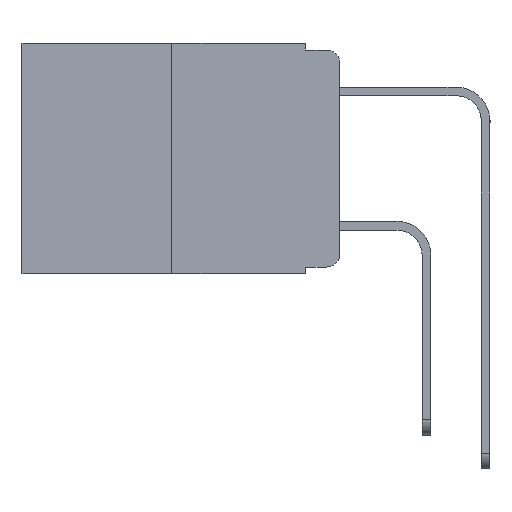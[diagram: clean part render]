
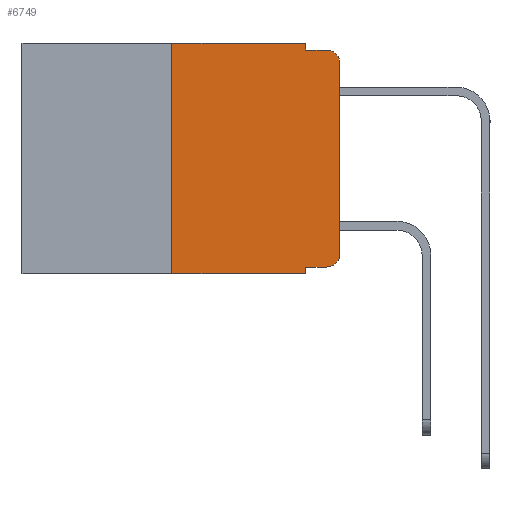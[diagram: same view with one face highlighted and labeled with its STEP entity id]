
A CAD part, left-side view. The second image highlights one B-rep face of the part: STEP entity #6749.
In plain terms, the highlighted planar face has unit normal (-1, 0, 0).
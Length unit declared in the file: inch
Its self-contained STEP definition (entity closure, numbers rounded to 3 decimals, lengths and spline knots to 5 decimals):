
#112 = CARTESIAN_POINT ( 'NONE',  ( 0., 0.473, 0. ) ) ;
#132 = VERTEX_POINT ( 'NONE', #14992 ) ;
#442 = DIRECTION ( 'NONE',  ( 0., 0., -1. ) ) ;
#782 = CARTESIAN_POINT ( 'NONE',  ( 0., 0.051, 0. ) ) ;
#948 = VERTEX_POINT ( 'NONE', #19577 ) ;
#1008 = VERTEX_POINT ( 'NONE', #5239 ) ;
#1309 = VERTEX_POINT ( 'NONE', #13784 ) ;
#1478 = DIRECTION ( 'NONE',  ( 0., 0., 1. ) ) ;
#1498 = ORIENTED_EDGE ( 'NONE', *, *, #19397, .F. ) ;
#2493 = LINE ( 'NONE', #112, #18831 ) ;
#2516 = LINE ( 'NONE', #4271, #18349 ) ;
#2599 = ORIENTED_EDGE ( 'NONE', *, *, #18987, .T. ) ;
#3666 = CARTESIAN_POINT ( 'NONE',  ( 0., 0.051, -0.333 ) ) ;
#3720 = LINE ( 'NONE', #782, #21005 ) ;
#3864 = CARTESIAN_POINT ( 'NONE',  ( 0., 0., 0. ) ) ;
#4271 = CARTESIAN_POINT ( 'NONE',  ( 0., 0.051, 0. ) ) ;
#4791 = DIRECTION ( 'NONE',  ( -1., 0., 0. ) ) ;
#5137 = EDGE_CURVE ( 'NONE', #6067, #1008, #11989, .T. ) ;
#5204 = VECTOR ( 'NONE', #21124, 39.37008 ) ;
#5239 = CARTESIAN_POINT ( 'NONE',  ( 0., 0.02, -0.01 ) ) ;
#5364 = DIRECTION ( 'NONE',  ( 0., -1., 0. ) ) ;
#5684 = EDGE_CURVE ( 'NONE', #1309, #7269, #10442, .T. ) ;
#5720 = ORIENTED_EDGE ( 'NONE', *, *, #5684, .T. ) ;
#5782 = DIRECTION ( 'NONE',  ( -1., 0., 0. ) ) ;
#6067 = VERTEX_POINT ( 'NONE', #16707 ) ;
#6484 = CARTESIAN_POINT ( 'NONE',  ( 0., 0.25, 0. ) ) ;
#6697 = CARTESIAN_POINT ( 'NONE',  ( 0., 0.051, -0.01 ) ) ;
#6749 = ADVANCED_FACE ( 'NONE', ( #11155 ), #8784, .F. ) ;
#6808 = CARTESIAN_POINT ( 'NONE',  ( 0., 0.051, -0.343 ) ) ;
#7269 = VERTEX_POINT ( 'NONE', #6808 ) ;
#7541 = VECTOR ( 'NONE', #12078, 39.37008 ) ;
#7715 = CARTESIAN_POINT ( 'NONE',  ( 0., 0.051, 0. ) ) ;
#7752 = VERTEX_POINT ( 'NONE', #7715 ) ;
#7995 = VERTEX_POINT ( 'NONE', #6697 ) ;
#8294 = VERTEX_POINT ( 'NONE', #15647 ) ;
#8562 = VECTOR ( 'NONE', #1478, 39.37008 ) ;
#8573 = ORIENTED_EDGE ( 'NONE', *, *, #11054, .F. ) ;
#8784 = PLANE ( 'NONE',  #20799 ) ;
#8849 = ORIENTED_EDGE ( 'NONE', *, *, #8873, .F. ) ;
#8873 = EDGE_CURVE ( 'NONE', #8294, #7269, #3720, .T. ) ;
#8962 = EDGE_LOOP ( 'NONE', ( #19098, #16840, #15121, #19675, #1498, #8573, #5720, #8849, #14693, #2599 ) ) ;
#10101 = VERTEX_POINT ( 'NONE', #12406 ) ;
#10293 = LINE ( 'NONE', #3666, #18346 ) ;
#10416 = DIRECTION ( 'NONE',  ( 1., 0., 0. ) ) ;
#10442 = LINE ( 'NONE', #20561, #18991 ) ;
#10649 = EDGE_CURVE ( 'NONE', #948, #6067, #19944, .T. ) ;
#10845 = DIRECTION ( 'NONE',  ( 0., 0., -1. ) ) ;
#11054 = EDGE_CURVE ( 'NONE', #1309, #10101, #13416, .T. ) ;
#11155 = FACE_OUTER_BOUND ( 'NONE', #8962, .T. ) ;
#11989 = CIRCLE ( 'NONE', #19618, 0.02 ) ;
#12078 = DIRECTION ( 'NONE',  ( 0., 0., 1. ) ) ;
#12375 = DIRECTION ( 'NONE',  ( 0., 0., -1. ) ) ;
#12406 = CARTESIAN_POINT ( 'NONE',  ( 0., 0.25, 0. ) ) ;
#12584 = DIRECTION ( 'NONE',  ( 0., -1., 0. ) ) ;
#13235 = EDGE_CURVE ( 'NONE', #7752, #7995, #2516, .T. ) ;
#13416 = LINE ( 'NONE', #6484, #8562 ) ;
#13784 = CARTESIAN_POINT ( 'NONE',  ( 0., 0.25, -0.343 ) ) ;
#14597 = CARTESIAN_POINT ( 'NONE',  ( 0., 0.02, -0.03 ) ) ;
#14693 = ORIENTED_EDGE ( 'NONE', *, *, #21125, .T. ) ;
#14992 = CARTESIAN_POINT ( 'NONE',  ( 0., 0.02, -0.333 ) ) ;
#15112 = CIRCLE ( 'NONE', #15955, 0.02 ) ;
#15121 = ORIENTED_EDGE ( 'NONE', *, *, #17509, .F. ) ;
#15552 = CARTESIAN_POINT ( 'NONE',  ( 0., 0.02, -0.313 ) ) ;
#15647 = CARTESIAN_POINT ( 'NONE',  ( 0., 0.051, -0.333 ) ) ;
#15955 = AXIS2_PLACEMENT_3D ( 'NONE', #15552, #5782, #17146 ) ;
#16183 = DIRECTION ( 'NONE',  ( 0., 0., -1. ) ) ;
#16707 = CARTESIAN_POINT ( 'NONE',  ( 0., 0., -0.03 ) ) ;
#16840 = ORIENTED_EDGE ( 'NONE', *, *, #5137, .T. ) ;
#17146 = DIRECTION ( 'NONE',  ( 0., 0., -1. ) ) ;
#17509 = EDGE_CURVE ( 'NONE', #7995, #1008, #18164, .T. ) ;
#18164 = LINE ( 'NONE', #19532, #5204 ) ;
#18346 = VECTOR ( 'NONE', #5364, 39.37008 ) ;
#18349 = VECTOR ( 'NONE', #10845, 39.37008 ) ;
#18440 = CARTESIAN_POINT ( 'NONE',  ( 0., 0.473, 0. ) ) ;
#18831 = VECTOR ( 'NONE', #19820, 39.37008 ) ;
#18987 = EDGE_CURVE ( 'NONE', #132, #948, #15112, .T. ) ;
#18991 = VECTOR ( 'NONE', #12584, 39.37008 ) ;
#19098 = ORIENTED_EDGE ( 'NONE', *, *, #10649, .T. ) ;
#19397 = EDGE_CURVE ( 'NONE', #10101, #7752, #2493, .T. ) ;
#19532 = CARTESIAN_POINT ( 'NONE',  ( 0., 0.051, -0.01 ) ) ;
#19577 = CARTESIAN_POINT ( 'NONE',  ( 0., 0., -0.313 ) ) ;
#19618 = AXIS2_PLACEMENT_3D ( 'NONE', #14597, #4791, #16183 ) ;
#19675 = ORIENTED_EDGE ( 'NONE', *, *, #13235, .F. ) ;
#19820 = DIRECTION ( 'NONE',  ( 0., -1., 0. ) ) ;
#19944 = LINE ( 'NONE', #3864, #7541 ) ;
#20561 = CARTESIAN_POINT ( 'NONE',  ( 0., 0.473, -0.343 ) ) ;
#20799 = AXIS2_PLACEMENT_3D ( 'NONE', #18440, #10416, #442 ) ;
#21005 = VECTOR ( 'NONE', #12375, 39.37008 ) ;
#21124 = DIRECTION ( 'NONE',  ( 0., -1., 0. ) ) ;
#21125 = EDGE_CURVE ( 'NONE', #8294, #132, #10293, .T. ) ;
